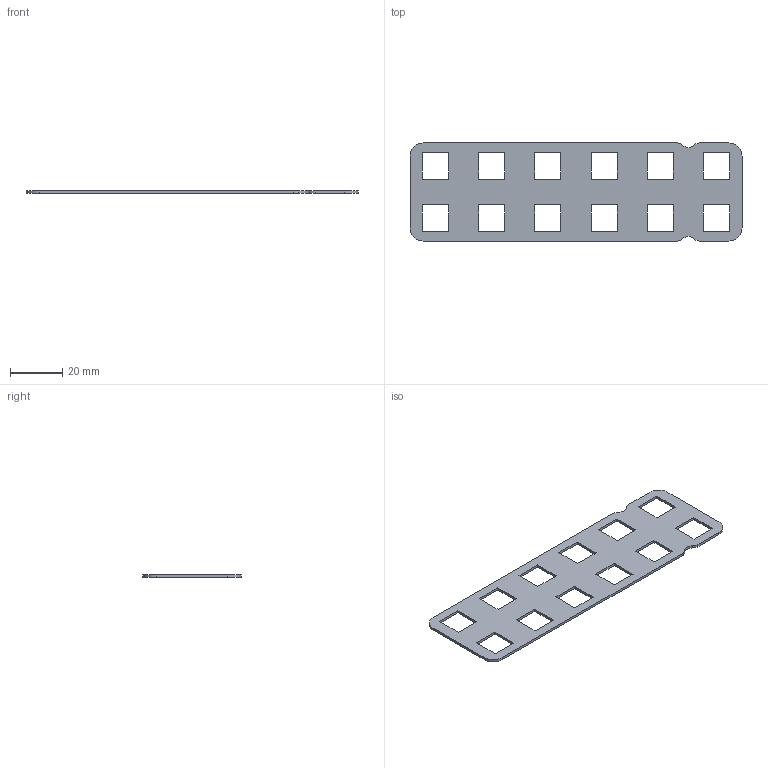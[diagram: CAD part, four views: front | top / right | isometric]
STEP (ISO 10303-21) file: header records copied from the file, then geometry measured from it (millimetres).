
FILE_DESCRIPTION(/* description */ (''),/* implementation_level */ '2;1');
FILE_NAME(/* name */ 'bat_contacts_v2_plate.stp',/* time_stamp */ '2025-05-27T11:03:28+02:00',/* author */ ('David'),/* organization */ (''),/* preprocessor_version */ 'ST-DEVELOPER v20',/* originating_system */ 'Autodesk Inventor 2024',/* authorisation */ '');
FILE_SCHEMA (('AUTOMOTIVE_DESIGN { 1 0 10303 214 3 1 1 }'));
Length unit declared in the file: millimetre
Products named in the file (1): bat_contacts_v2_plate
Bounding box: 127 x 37.5 x 1 mm (x, y, z)
Volume: 3502.2 mm3; surface area: 7811.5 mm2
Topology: 1 solids, 1 shells, 66 faces, 256 edges, 257 vertices
Faces by surface type: plane 56, cylinder 10
Entity records: 2564 total; most frequent: CARTESIAN_POINT 526, ORIENTED_EDGE 384, DIRECTION 366, EDGE_CURVE 192, LINE 172, VECTOR 172, VERTEX_POINT 128, AXIS2_PLACEMENT_3D 97
